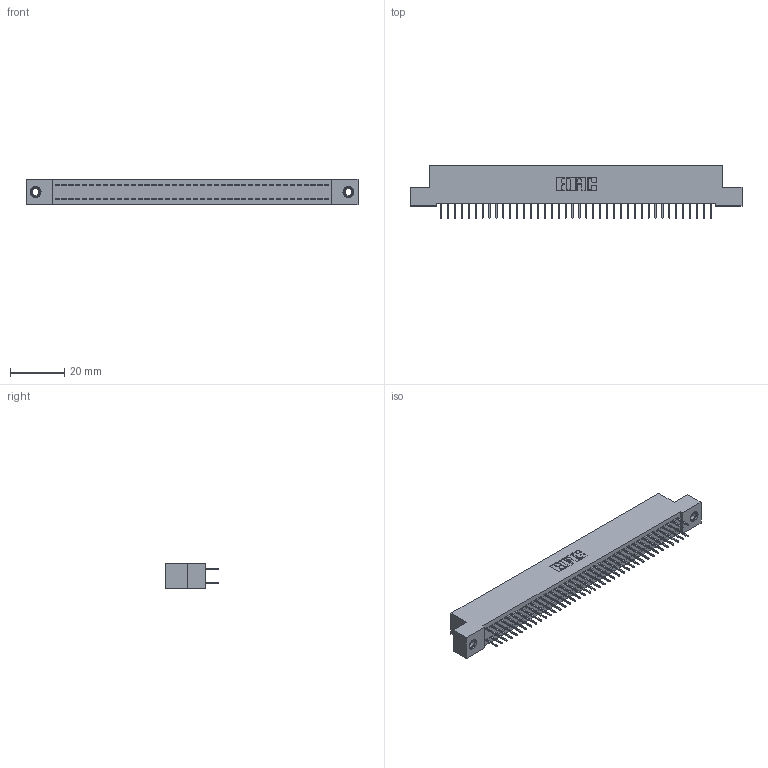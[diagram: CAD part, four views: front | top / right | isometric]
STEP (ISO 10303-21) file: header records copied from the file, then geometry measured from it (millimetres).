
FILE_DESCRIPTION (( 'STEP AP203' ), '1' );
FILE_NAME ('392-080-524-207.STEP', '2019-10-09T14:28:29', ( '' ), ( '' ), 'SwSTEP 2.0', 'SolidWorks 2016', '' );
FILE_SCHEMA (( 'CONFIG_CONTROL_DESIGN' ));
Length unit declared in the file: inch
Products named in the file (4): 345-250-001_345-250-005-103; 392-080-524-207; 342 Part_TI; 345-292-001_345-293-124
Assembly tree (83 placements, depth 2):
  392-080-524-207
    342 Part_TI
    345-292-001_345-293-124  x80
    345-250-001_345-250-005-103  x2
Bounding box: 121.92 x 19.69 x 9.4 mm (x, y, z)
Volume: 10811.3 mm3; surface area: 17259.6 mm2
Topology: 83 solids, 83 shells, 4650 faces, 13155 edges, 8442 vertices
Faces by surface type: plane 3458, cylinder 1176, cone 12, torus 4
Entity records: 27120 total; most frequent: CARTESIAN_POINT 4477, ORIENTED_EDGE 4406, DIRECTION 3861, EDGE_CURVE 2203, VECTOR 2059, LINE 2059, VERTEX_POINT 1460, AXIS2_PLACEMENT_3D 901
